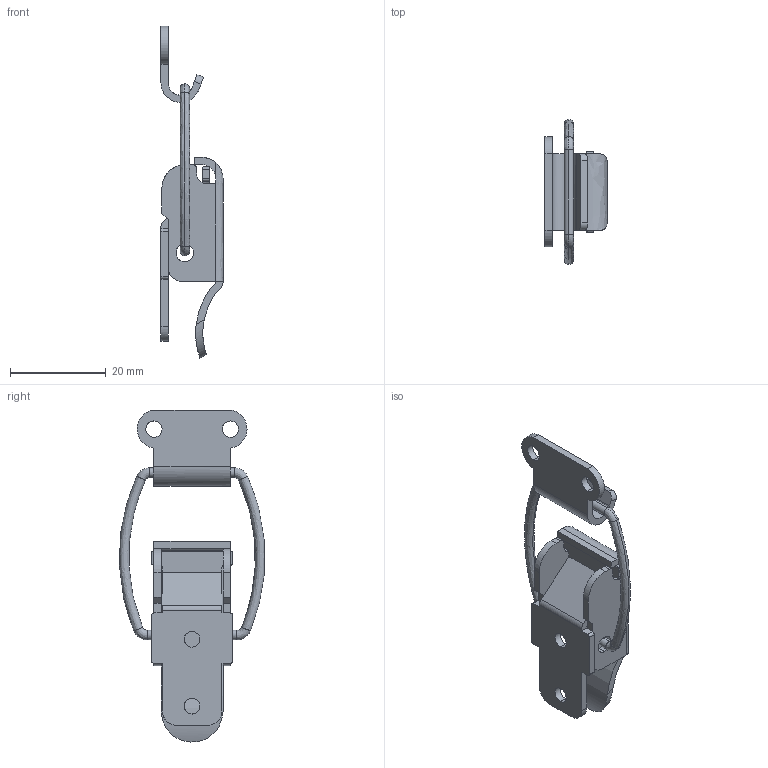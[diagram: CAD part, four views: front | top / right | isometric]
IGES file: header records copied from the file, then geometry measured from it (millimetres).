
Start section: ------------------------------------------------------------------------
Global section: file name: PC3949.18496.TL_448SUS_2_20729.igs; native system: spGate; preprocessor: ver20.6.3 (****-****-****-****); author: Unknown; organization: Unknown; date: 260130.102724; units: millimetre
Bounding box: 13 x 30.38 x 69.51 mm (x, y, z)
Volume: 3413.4 mm3; surface area: 5435 mm2
Topology: 4 solids, 4 shells, 128 faces, 345 edges, 225 vertices
Faces by surface type: bspline 128
